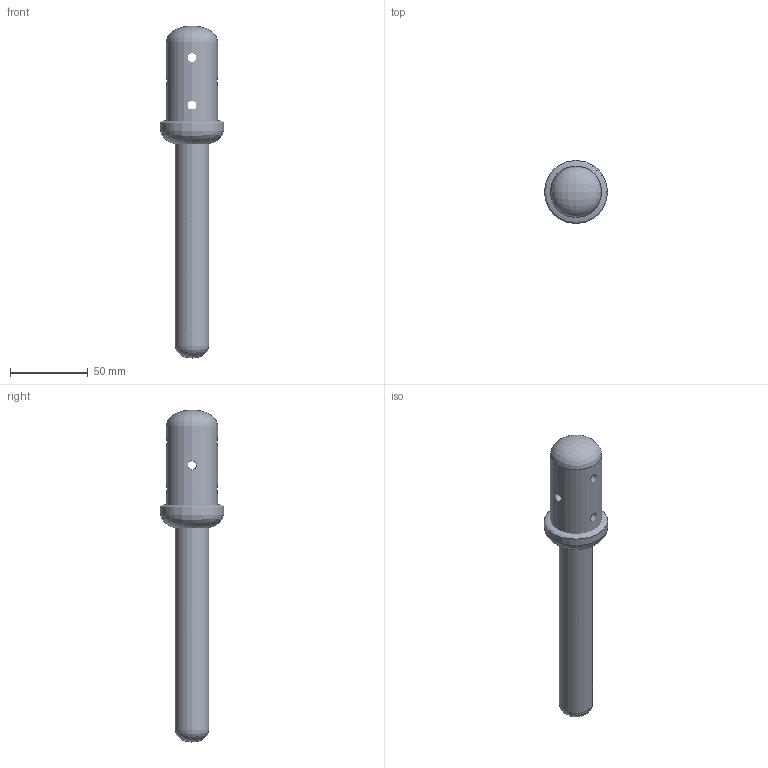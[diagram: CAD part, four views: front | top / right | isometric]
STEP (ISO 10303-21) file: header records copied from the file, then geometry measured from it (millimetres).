
FILE_DESCRIPTION(/* description */ ('STEP AP242','CAx-IF Rec.Pracs.---Representation and Presentation of Product Manufacturing Information (PMI)---4.0---2014-10-13','CAx-IF Rec.Pracs.---3D Tessellated Geometry---0.4---2014-09-14','2;1'),/* implementation_level */ '2;1');
FILE_NAME(/* name */ 'handle',/* time_stamp */ '2025-08-01T01:28:00Z',/* author */ (''),/* organization */ (''),/* preprocessor_version */ 'ST-DEVELOPER v20',/* originating_system */ 'ONSHAPE BY PTC INC, 1.201',/* authorisation */ ' ');
FILE_SCHEMA (('AP242_MANAGED_MODEL_BASED_3D_ENGINEERING_MIM_LF { 1 0 10303 442 1 1 4 }'));
Length unit declared in the file: metre
Products named in the file (5): Union1 (3); Union1; Union1 (1); Union1 (2); Union1 (4)
Bounding box: 40.64 x 40.64 x 213.36 mm (x, y, z)
Surface area: 25268.4 mm2 (no closed solid volume)
Topology: 0 solids, 5 shells, 5 faces, 0 edges, 0 vertices
Faces by surface type: other 5
Entity records: 160 total; most frequent: DIRECTION 10, STYLED_ITEM 6, PRESENTATION_STYLE_ASSIGNMENT 6, SURFACE_STYLE_USAGE 6, SURFACE_SIDE_STYLE 6, SURFACE_STYLE_FILL_AREA 6, FILL_AREA_STYLE 6, FILL_AREA_STYLE_COLOUR 6
